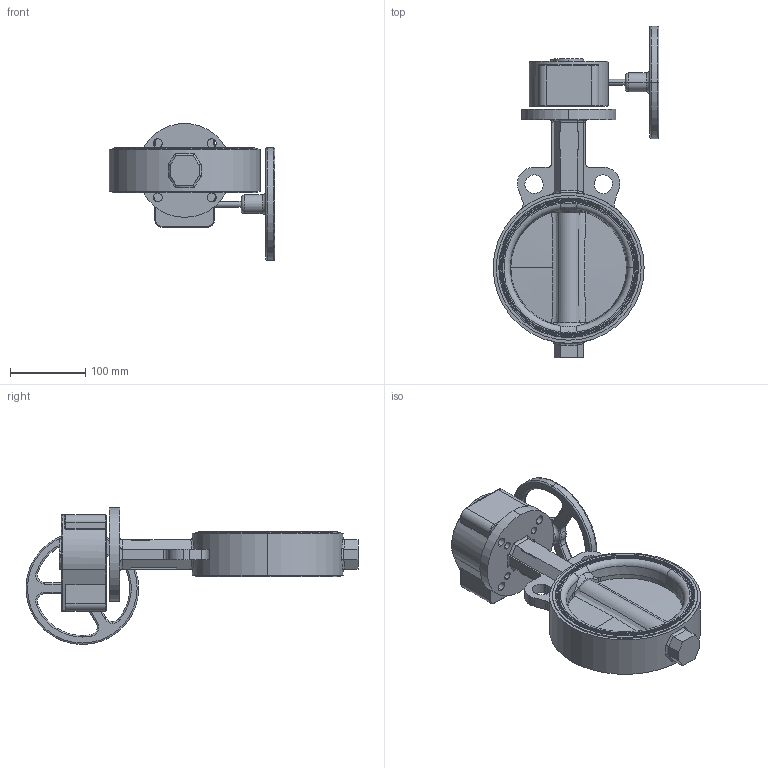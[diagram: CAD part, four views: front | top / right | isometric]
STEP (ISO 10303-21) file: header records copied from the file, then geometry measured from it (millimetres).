
FILE_DESCRIPTION (( 'STEP AP214' ), '1' );
FILE_NAME ('NS-0600-WAFER-GEAR.step', '2019-03-07T20:53:25', ( '' ), ( '' ), 'SwSTEP 2.0', 'SolidWorks 2019', '' );
FILE_SCHEMA (( 'AUTOMOTIVE_DESIGN' ));
Length unit declared in the file: inch
Products named in the file (1): NS-0600-WAFER-GEAR
Bounding box: 220.5 x 442 x 182.5 mm (x, y, z)
Surface area: 258526.4 mm2 (no closed solid volume)
Topology: 0 solids, 5 shells, 346 faces, 897 edges, 558 vertices
Faces by surface type: cylinder 130, torus 84, plane 74, bspline 38, cone 18, sphere 2
Entity records: 20447 total; most frequent: CARTESIAN_POINT 7662, DIRECTION 1759, ORIENTED_EDGE 1715, EDGE_CURVE 895, AXIS2_PLACEMENT_3D 731, VERTEX_POINT 558, CIRCLE 422, EDGE_LOOP 390
